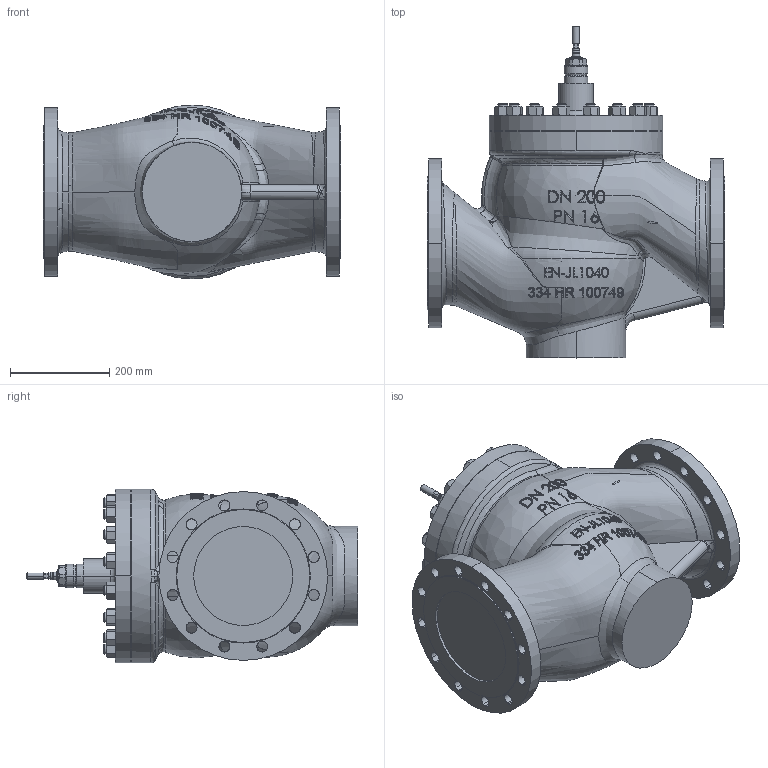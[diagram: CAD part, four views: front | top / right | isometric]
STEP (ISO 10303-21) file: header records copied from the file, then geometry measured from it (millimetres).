
FILE_DESCRIPTION (( 'STEP AP214' ), '1' );
FILE_NAME ('BR216 DN200 Aufnahme HORA_STEP (Defeature).STEP', '2014-11-04T19:41:38', ( 'cwilling' ), ( '' ), 'SwSTEP 2.0', 'SolidWorks 2011', '' );
FILE_SCHEMA (( 'AUTOMOTIVE_DESIGN' ));
Products named in the file (1): BR216 DN200 Aufnahme HORA_STEP (Defeature)
Bounding box: 601.8 x 670.51 x 351.05 mm (x, y, z)
Volume: 53147718.8 mm3; surface area: 1283268.3 mm2
Topology: 1 solids, 1 shells, 1501 faces, 3952 edges, 2542 vertices
Faces by surface type: bspline 411, plane 391, cone 238, torus 203, cylinder 202, sphere 56
Entity records: 296474 total; most frequent: CARTESIAN_POINT 257612, ORIENTED_EDGE 7838, DIRECTION 5674, EDGE_CURVE 3919, VERTEX_POINT 2525, AXIS2_PLACEMENT_3D 2473, B_SPLINE_CURVE_WITH_KNOTS 1806, EDGE_LOOP 1682
